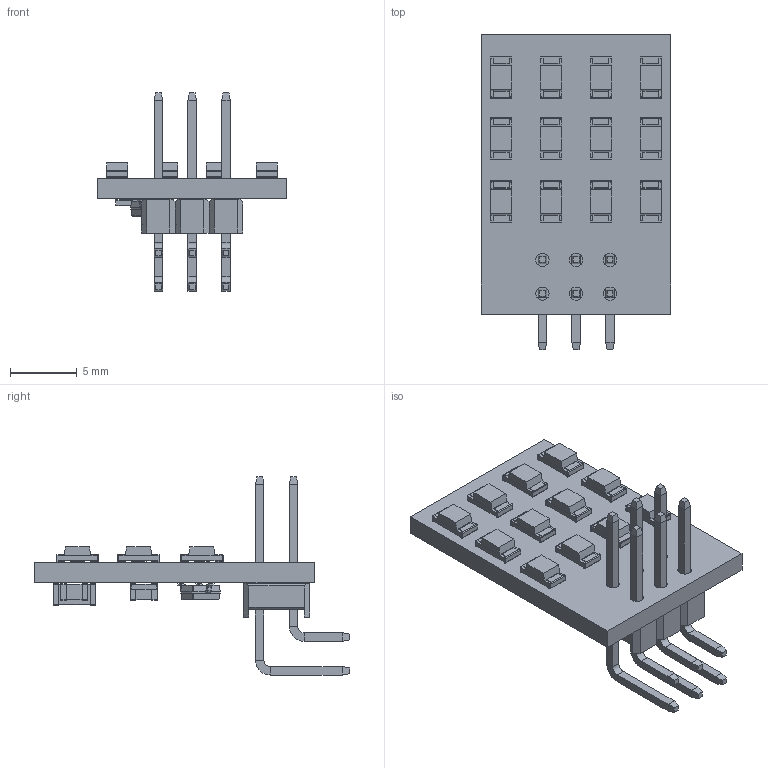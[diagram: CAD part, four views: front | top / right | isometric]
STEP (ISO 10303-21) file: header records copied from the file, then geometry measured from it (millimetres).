
FILE_DESCRIPTION(('KiCad electronic assembly'),'2;1');
FILE_NAME('ir_shotgun.step','2025-07-27T22:19:27',('Pcbnew'),('Kicad'), 'Open CASCADE STEP processor 7.8','KiCad to STEP converter','Unknown' );
FILE_SCHEMA(('AUTOMOTIVE_DESIGN { 1 0 10303 214 1 1 1 1 }'));
Length unit declared in the file: millimetre
Products named in the file (8): ir_shotgun 1; LED_1206_3216Metric; C_0805_2012Metric; C_1206_3216Metric; connector; SOT-23; R_0805_2012Metric; ir_shotgun_PCB
Assembly tree (19 placements, depth 2):
  ir_shotgun 1
    LED_1206_3216Metric  x12
    C_0805_2012Metric  x2
    C_1206_3216Metric
    connector
    SOT-23
    R_0805_2012Metric
    ir_shotgun_PCB
Bounding box: 14.25 x 23.73 x 14.9 mm (x, y, z)
Volume: 630.1 mm3; surface area: 1486.4 mm2
Topology: 25 solids, 25 shells, 1022 faces, 2614 edges, 1660 vertices
Faces by surface type: plane 825, cylinder 170, bspline 27
Full cylindrical faces by diameter (mm): 1 x6
Entity records: 14397 total; most frequent: CARTESIAN_POINT 2322, ORIENTED_EDGE 2158, DIRECTION 2061, EDGE_CURVE 1079, LINE 907, VECTOR 907, VERTEX_POINT 666, AXIS2_PLACEMENT_3D 577
